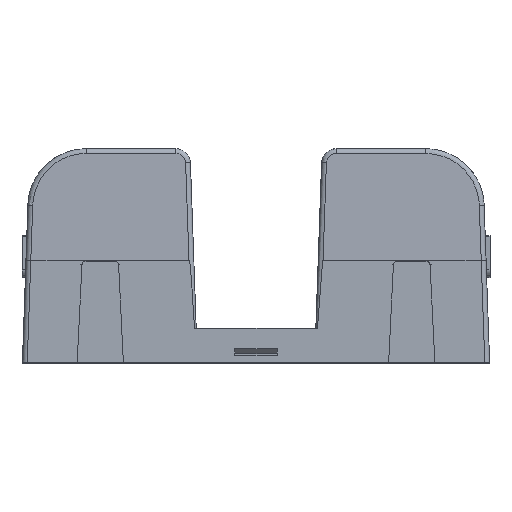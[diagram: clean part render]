
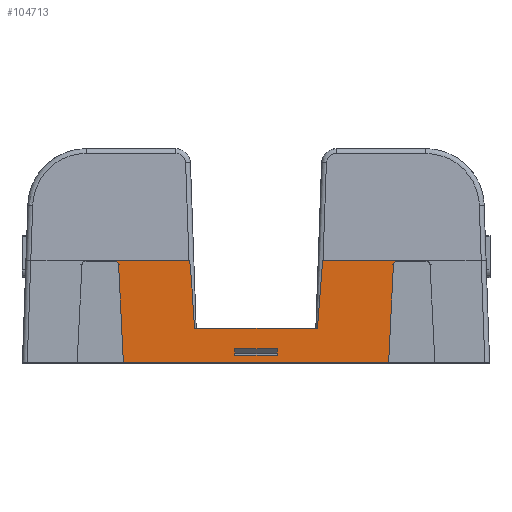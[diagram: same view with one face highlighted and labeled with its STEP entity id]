
A CAD part, top view. The second image highlights one B-rep face of the part: STEP entity #104713.
In plain terms, the highlighted planar face has unit normal (0, 0, -1).
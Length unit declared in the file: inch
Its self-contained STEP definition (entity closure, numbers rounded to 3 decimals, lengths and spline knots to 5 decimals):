
#65 = VERTEX_POINT ( 'NONE', #124539 ) ;
#118 = CARTESIAN_POINT ( 'NONE',  ( 0.1375, 0., 1.9865 ) ) ;
#3693 = ORIENTED_EDGE ( 'NONE', *, *, #27616, .T. ) ;
#5294 = CARTESIAN_POINT ( 'NONE',  ( -0.39461, 0.218, 1.9865 ) ) ;
#5528 = VECTOR ( 'NONE', #96669, 39.37008 ) ;
#5877 = EDGE_CURVE ( 'NONE', #87794, #118547, #39752, .T. ) ;
#6066 = DIRECTION ( 'NONE',  ( -1., 0., 0. ) ) ;
#6633 = DIRECTION ( 'NONE',  ( 1., 0., 0. ) ) ;
#7161 = DIRECTION ( 'NONE',  ( 1., 0., 0. ) ) ;
#7756 = CARTESIAN_POINT ( 'NONE',  ( 1.5, 0., 1.9865 ) ) ;
#9177 = EDGE_CURVE ( 'NONE', #23511, #37330, #94136, .T. ) ;
#9996 = VECTOR ( 'NONE', #7161, 39.37008 ) ;
#10262 = CARTESIAN_POINT ( 'NONE',  ( -0.8515, 0., 1.9865 ) ) ;
#10616 = EDGE_LOOP ( 'NONE', ( #83866, #94190, #126881, #3693 ) ) ;
#12015 = VERTEX_POINT ( 'NONE', #108979 ) ;
#14074 = CARTESIAN_POINT ( 'NONE',  ( 0.39461, 0.218, 1.9865 ) ) ;
#15131 = EDGE_CURVE ( 'NONE', #72905, #40067, #127313, .T. ) ;
#15495 = EDGE_CURVE ( 'NONE', #40067, #126032, #65722, .T. ) ;
#17830 = EDGE_CURVE ( 'NONE', #37330, #65, #30664, .T. ) ;
#18994 = VECTOR ( 'NONE', #31868, 39.37008 ) ;
#19138 = EDGE_CURVE ( 'NONE', #36050, #65, #44327, .T. ) ;
#20674 = CARTESIAN_POINT ( 'NONE',  ( -0.9007, 0.656, 1.9865 ) ) ;
#21071 = CARTESIAN_POINT ( 'NONE',  ( -0.4303, 0.656, 1.9865 ) ) ;
#21469 = EDGE_CURVE ( 'NONE', #118547, #69651, #79977, .T. ) ;
#22027 = VECTOR ( 'NONE', #52753, 39.37008 ) ;
#23511 = VERTEX_POINT ( 'NONE', #98992 ) ;
#27616 = EDGE_CURVE ( 'NONE', #12015, #72905, #30914, .T. ) ;
#29741 = DIRECTION ( 'NONE',  ( 1., 0., 0. ) ) ;
#30664 = LINE ( 'NONE', #79618, #83157 ) ;
#30914 = LINE ( 'NONE', #124389, #80340 ) ;
#31868 = DIRECTION ( 'NONE',  ( 1., 0., 0. ) ) ;
#32241 = CARTESIAN_POINT ( 'NONE',  ( 0.41029, 0.50353, 1.9865 ) ) ;
#33814 = DIRECTION ( 'NONE',  ( 0., 0., -1. ) ) ;
#34805 = EDGE_CURVE ( 'NONE', #83762, #77336, #70994, .T. ) ;
#36050 = VERTEX_POINT ( 'NONE', #10262 ) ;
#36691 = CARTESIAN_POINT ( 'NONE',  ( -0.1375, 0.047, 1.9865 ) ) ;
#36987 = CARTESIAN_POINT ( 'NONE',  ( 1.5, 0.218, 1.9865 ) ) ;
#37330 = VERTEX_POINT ( 'NONE', #120923 ) ;
#38878 = EDGE_CURVE ( 'NONE', #77336, #118015, #66173, .T. ) ;
#38967 = CARTESIAN_POINT ( 'NONE',  ( 0.88331, 0.64413, 1.9865 ) ) ;
#39752 =( BOUNDED_CURVE ( )  B_SPLINE_CURVE ( 3, ( #40612, #89702, #20674, #50508 ),
 .UNSPECIFIED., .F., .F. ) 
 B_SPLINE_CURVE_WITH_KNOTS ( ( 4, 4 ),
 ( 0.03491, 1.5708 ),
 .UNSPECIFIED. ) 
 CURVE ( )  GEOMETRIC_REPRESENTATION_ITEM ( )  RATIONAL_B_SPLINE_CURVE ( ( 1., 0.813, 0.813, 1. ) ) 
 REPRESENTATION_ITEM ( '' )  );
#40067 = VERTEX_POINT ( 'NONE', #36691 ) ;
#40469 = CARTESIAN_POINT ( 'NONE',  ( -0.88247, 0.62705, 1.9865 ) ) ;
#40612 = CARTESIAN_POINT ( 'NONE',  ( -0.88247, 0.62705, 1.9865 ) ) ;
#42175 = ORIENTED_EDGE ( 'NONE', *, *, #34805, .T. ) ;
#44327 = LINE ( 'NONE', #7756, #5528 ) ;
#49251 = ORIENTED_EDGE ( 'NONE', *, *, #17830, .T. ) ;
#50508 = CARTESIAN_POINT ( 'NONE',  ( -0.92487, 0.656, 1.9865 ) ) ;
#50658 = VECTOR ( 'NONE', #29741, 39.37008 ) ;
#50723 = VECTOR ( 'NONE', #87812, 39.37008 ) ;
#51782 = EDGE_CURVE ( 'NONE', #69651, #83762, #95407, .T. ) ;
#52666 = EDGE_LOOP ( 'NONE', ( #105819, #93706, #117606, #42175, #53483, #115494, #106721, #49251, #70002, #80532 ) ) ;
#52753 = DIRECTION ( 'NONE',  ( -0.049, 0.999, 0. ) ) ;
#53483 = ORIENTED_EDGE ( 'NONE', *, *, #38878, .T. ) ;
#54609 = CARTESIAN_POINT ( 'NONE',  ( -0.42271, 0.656, 1.9865 ) ) ;
#57438 = EDGE_CURVE ( 'NONE', #36050, #87794, #74544, .T. ) ;
#58498 = DIRECTION ( 'NONE',  ( -0.049, -0.999, 0. ) ) ;
#60143 = FACE_BOUND ( 'NONE', #10616, .T. ) ;
#62068 = CARTESIAN_POINT ( 'NONE',  ( 0.39461, 0.218, 1.9865 ) ) ;
#65722 = LINE ( 'NONE', #106086, #9996 ) ;
#66173 =( BOUNDED_CURVE ( )  B_SPLINE_CURVE ( 3, ( #62068, #32241, #121140, #71927 ),
 .UNSPECIFIED., .F., .F. ) 
 B_SPLINE_CURVE_WITH_KNOTS ( ( 4, 4 ),
 ( 2.42343, 3.14098 ),
 .UNSPECIFIED. ) 
 CURVE ( )  GEOMETRIC_REPRESENTATION_ITEM ( )  RATIONAL_B_SPLINE_CURVE ( ( 1., 0.958, 0.958, 1. ) ) 
 REPRESENTATION_ITEM ( '' )  );
#67927 = VECTOR ( 'NONE', #6633, 39.37008 ) ;
#69014 = EDGE_CURVE ( 'NONE', #126032, #12015, #126361, .T. ) ;
#69651 = VERTEX_POINT ( 'NONE', #21071 ) ;
#70002 = ORIENTED_EDGE ( 'NONE', *, *, #19138, .F. ) ;
#70994 = LINE ( 'NONE', #36987, #67927 ) ;
#71927 = CARTESIAN_POINT ( 'NONE',  ( 0.4303, 0.656, 1.9865 ) ) ;
#72905 = VERTEX_POINT ( 'NONE', #90973 ) ;
#73123 = CARTESIAN_POINT ( 'NONE',  ( 0.88247, 0.62705, 1.9865 ) ) ;
#74544 = LINE ( 'NONE', #81645, #22027 ) ;
#74810 = VECTOR ( 'NONE', #100916, 39.37008 ) ;
#77336 = VERTEX_POINT ( 'NONE', #14074 ) ;
#78935 = CARTESIAN_POINT ( 'NONE',  ( 1.5, 0.656, 1.9865 ) ) ;
#79618 = CARTESIAN_POINT ( 'NONE',  ( 0.88247, 0.62705, 1.9865 ) ) ;
#79977 = LINE ( 'NONE', #78935, #50658 ) ;
#80340 = VECTOR ( 'NONE', #6066, 39.37008 ) ;
#80532 = ORIENTED_EDGE ( 'NONE', *, *, #57438, .T. ) ;
#81318 = CARTESIAN_POINT ( 'NONE',  ( -0.92487, 0.656, 1.9865 ) ) ;
#81645 = CARTESIAN_POINT ( 'NONE',  ( -0.8515, 0., 1.9865 ) ) ;
#82589 = PLANE ( 'NONE',  #112941 ) ;
#83157 = VECTOR ( 'NONE', #58498, 39.37008 ) ;
#83762 = VERTEX_POINT ( 'NONE', #87432 ) ;
#83866 = ORIENTED_EDGE ( 'NONE', *, *, #15131, .T. ) ;
#87432 = CARTESIAN_POINT ( 'NONE',  ( -0.39461, 0.218, 1.9865 ) ) ;
#87794 = VERTEX_POINT ( 'NONE', #40469 ) ;
#87812 = DIRECTION ( 'NONE',  ( 0., 1., 0. ) ) ;
#89702 = CARTESIAN_POINT ( 'NONE',  ( -0.88331, 0.64413, 1.9865 ) ) ;
#90973 = CARTESIAN_POINT ( 'NONE',  ( -0.1375, 0.087, 1.9865 ) ) ;
#92901 = CARTESIAN_POINT ( 'NONE',  ( 1.5, 0., 1.9865 ) ) ;
#93026 = CARTESIAN_POINT ( 'NONE',  ( 0.4303, 0.656, 1.9865 ) ) ;
#93706 = ORIENTED_EDGE ( 'NONE', *, *, #21469, .T. ) ;
#94136 =( BOUNDED_CURVE ( )  B_SPLINE_CURVE ( 3, ( #97962, #108420, #38967, #73123 ),
 .UNSPECIFIED., .F., .F. ) 
 B_SPLINE_CURVE_WITH_KNOTS ( ( 4, 4 ),
 ( 4.71239, 6.24828 ),
 .UNSPECIFIED. ) 
 CURVE ( )  GEOMETRIC_REPRESENTATION_ITEM ( )  RATIONAL_B_SPLINE_CURVE ( ( 1., 0.813, 0.813, 1. ) ) 
 REPRESENTATION_ITEM ( '' )  );
#94190 = ORIENTED_EDGE ( 'NONE', *, *, #15495, .T. ) ;
#95163 = EDGE_CURVE ( 'NONE', #118015, #23511, #120950, .T. ) ;
#95407 =( BOUNDED_CURVE ( )  B_SPLINE_CURVE ( 3, ( #123603, #54609, #113699, #5294 ),
 .UNSPECIFIED., .F., .F. ) 
 B_SPLINE_CURVE_WITH_KNOTS ( ( 4, 4 ),
 ( 0.00061, 0.71817 ),
 .UNSPECIFIED. ) 
 CURVE ( )  GEOMETRIC_REPRESENTATION_ITEM ( )  RATIONAL_B_SPLINE_CURVE ( ( 1., 0.958, 0.958, 1. ) ) 
 REPRESENTATION_ITEM ( '' )  );
#96669 = DIRECTION ( 'NONE',  ( 1., 0., 0. ) ) ;
#97962 = CARTESIAN_POINT ( 'NONE',  ( 0.92487, 0.656, 1.9865 ) ) ;
#98992 = CARTESIAN_POINT ( 'NONE',  ( 0.92487, 0.656, 1.9865 ) ) ;
#100851 = CARTESIAN_POINT ( 'NONE',  ( 1.5, 0.656, 1.9865 ) ) ;
#100916 = DIRECTION ( 'NONE',  ( 0., -1., 0. ) ) ;
#102875 = DIRECTION ( 'NONE',  ( -1., 0., 0. ) ) ;
#104713 = ADVANCED_FACE ( 'NONE', ( #109527, #60143 ), #82589, .T. ) ;
#105819 = ORIENTED_EDGE ( 'NONE', *, *, #5877, .T. ) ;
#106086 = CARTESIAN_POINT ( 'NONE',  ( 1.5, 0.047, 1.9865 ) ) ;
#106721 = ORIENTED_EDGE ( 'NONE', *, *, #9177, .T. ) ;
#108420 = CARTESIAN_POINT ( 'NONE',  ( 0.9007, 0.656, 1.9865 ) ) ;
#108979 = CARTESIAN_POINT ( 'NONE',  ( 0.1375, 0.087, 1.9865 ) ) ;
#109527 = FACE_OUTER_BOUND ( 'NONE', #52666, .T. ) ;
#112305 = CARTESIAN_POINT ( 'NONE',  ( 0.1375, 0.047, 1.9865 ) ) ;
#112941 = AXIS2_PLACEMENT_3D ( 'NONE', #92901, #33814, #102875 ) ;
#113699 = CARTESIAN_POINT ( 'NONE',  ( -0.41029, 0.50353, 1.9865 ) ) ;
#115494 = ORIENTED_EDGE ( 'NONE', *, *, #95163, .T. ) ;
#117606 = ORIENTED_EDGE ( 'NONE', *, *, #51782, .T. ) ;
#118015 = VERTEX_POINT ( 'NONE', #93026 ) ;
#118547 = VERTEX_POINT ( 'NONE', #81318 ) ;
#120413 = CARTESIAN_POINT ( 'NONE',  ( -0.1375, 0., 1.9865 ) ) ;
#120923 = CARTESIAN_POINT ( 'NONE',  ( 0.88247, 0.62705, 1.9865 ) ) ;
#120950 = LINE ( 'NONE', #100851, #18994 ) ;
#121140 = CARTESIAN_POINT ( 'NONE',  ( 0.42271, 0.656, 1.9865 ) ) ;
#123603 = CARTESIAN_POINT ( 'NONE',  ( -0.4303, 0.656, 1.9865 ) ) ;
#124389 = CARTESIAN_POINT ( 'NONE',  ( 1.5, 0.087, 1.9865 ) ) ;
#124539 = CARTESIAN_POINT ( 'NONE',  ( 0.8515, 0., 1.9865 ) ) ;
#126032 = VERTEX_POINT ( 'NONE', #112305 ) ;
#126361 = LINE ( 'NONE', #118, #50723 ) ;
#126881 = ORIENTED_EDGE ( 'NONE', *, *, #69014, .T. ) ;
#127313 = LINE ( 'NONE', #120413, #74810 ) ;
